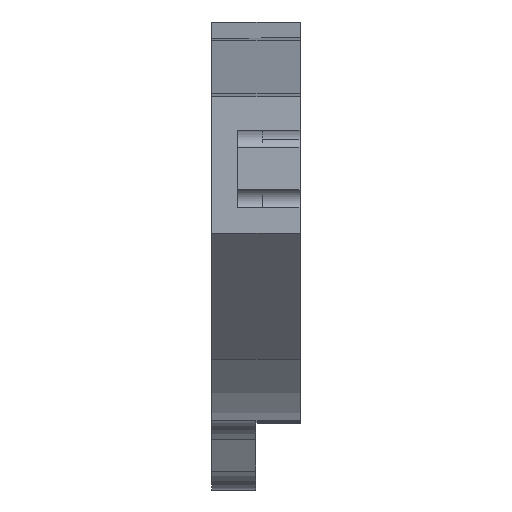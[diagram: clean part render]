
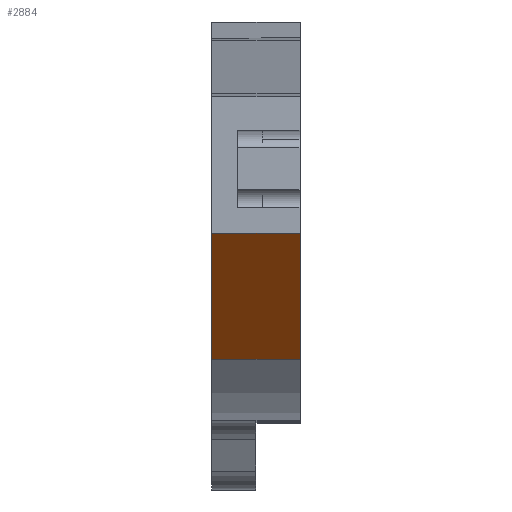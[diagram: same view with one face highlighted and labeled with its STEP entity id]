
A CAD part, top view. The second image highlights one B-rep face of the part: STEP entity #2884.
In plain terms, the highlighted planar face has unit normal (0, -0.903, 0.43).
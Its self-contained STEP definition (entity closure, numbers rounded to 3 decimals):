
#51=PLANE('',#3186);
#99=LINE('',#4475,#313);
#230=LINE('',#4792,#444);
#231=LINE('',#4795,#445);
#232=LINE('',#4796,#446);
#313=VECTOR('',#3643,1000.);
#444=VECTOR('',#3898,1000.);
#445=VECTOR('',#3899,1000.);
#446=VECTOR('',#3900,1000.);
#926=ORIENTED_EDGE('',*,*,#1592,.F.);
#927=ORIENTED_EDGE('',*,*,#1593,.T.);
#928=ORIENTED_EDGE('',*,*,#1436,.T.);
#929=ORIENTED_EDGE('',*,*,#1594,.T.);
#1436=EDGE_CURVE('',#1828,#1827,#99,.T.);
#1592=EDGE_CURVE('',#1946,#1947,#230,.T.);
#1593=EDGE_CURVE('',#1946,#1828,#231,.T.);
#1594=EDGE_CURVE('',#1827,#1947,#232,.T.);
#1827=VERTEX_POINT('',#4474);
#1828=VERTEX_POINT('',#4476);
#1946=VERTEX_POINT('',#4793);
#1947=VERTEX_POINT('',#4794);
#2343=EDGE_LOOP('',(#926,#927,#928,#929));
#2621=FACE_BOUND('',#2343,.T.);
#2884=ADVANCED_FACE('',(#2621),#51,.F.);
#3186=AXIS2_PLACEMENT_3D('',#4791,#3896,#3897);
#3643=DIRECTION('',(0.,-0.431,-0.903));
#3896=DIRECTION('',(0.,0.903,-0.431));
#3897=DIRECTION('',(0.,0.431,0.903));
#3898=DIRECTION('',(0.,-0.431,-0.903));
#3899=DIRECTION('',(-1.,0.,0.));
#3900=DIRECTION('',(1.,0.,0.));
#4474=CARTESIAN_POINT('',(-17.5,-103.39,-564.574));
#4475=CARTESIAN_POINT('',(-17.5,135.15,-64.463));
#4476=CARTESIAN_POINT('',(-17.5,-40.956,-433.678));
#4791=CARTESIAN_POINT('',(17.5,135.15,-64.463));
#4792=CARTESIAN_POINT('',(17.5,135.15,-64.463));
#4793=CARTESIAN_POINT('',(17.5,-40.956,-433.678));
#4794=CARTESIAN_POINT('',(17.5,-103.39,-564.574));
#4795=CARTESIAN_POINT('',(-17.5,-40.956,-433.678));
#4796=CARTESIAN_POINT('',(17.5,-103.39,-564.574));
